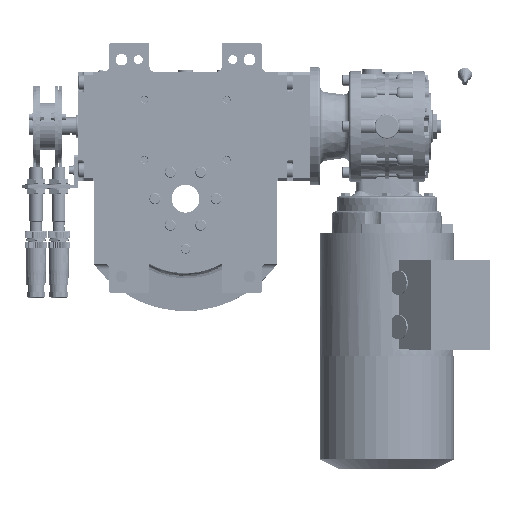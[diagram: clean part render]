
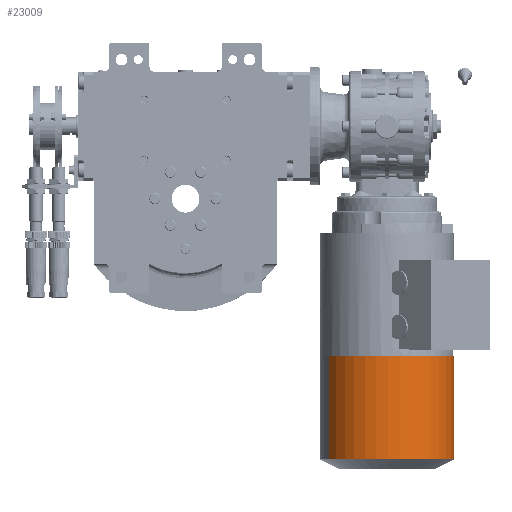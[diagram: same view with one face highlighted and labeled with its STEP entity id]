
A CAD part, front view. The second image highlights one B-rep face of the part: STEP entity #23009.
In plain terms, the highlighted cylindrical face has radius 60.5 mm (diameter 121 mm), a partial arc.
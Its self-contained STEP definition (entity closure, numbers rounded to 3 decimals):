
#4814 = AXIS2_PLACEMENT_3D ( 'NONE', #102298, #166790, #36829 ) ;
#4886 = EDGE_CURVE ( 'NONE', #49301, #105987, #136215, .T. ) ;
#12530 = EDGE_CURVE ( 'NONE', #95975, #126857, #79059, .T. ) ;
#18002 = AXIS2_PLACEMENT_3D ( 'NONE', #98460, #82127, #58809 ) ;
#18077 = CARTESIAN_POINT ( 'NONE',  ( -158.212, -20.922, -58.703 ) ) ;
#22123 = ORIENTED_EDGE ( 'NONE', *, *, #71756, .F. ) ;
#23009 = ADVANCED_FACE ( 'NONE', ( #159061 ), #41162, .T. ) ;
#27522 = CARTESIAN_POINT ( 'NONE',  ( -158.212, 8.35, 58.703 ) ) ;
#35241 = ORIENTED_EDGE ( 'NONE', *, *, #73386, .F. ) ;
#36829 = DIRECTION ( 'NONE',  ( 0., -0.242, -0.97 ) ) ;
#41162 = CYLINDRICAL_SURFACE ( 'NONE', #166784, 60.5 ) ;
#44302 = LINE ( 'NONE', #121887, #115927 ) ;
#48583 = CARTESIAN_POINT ( 'NONE',  ( -158.212, -20.922, -58.703 ) ) ;
#49301 = VERTEX_POINT ( 'NONE', #27522 ) ;
#53539 = EDGE_LOOP ( 'NONE', ( #124691, #35241, #155479, #22123 ) ) ;
#55545 = DIRECTION ( 'NONE',  ( -1., 0., 0. ) ) ;
#58809 = DIRECTION ( 'NONE',  ( 0., 0.242, 0.97 ) ) ;
#60667 = LINE ( 'NONE', #48583, #88911 ) ;
#71756 = EDGE_CURVE ( 'NONE', #126857, #49301, #44302, .T. ) ;
#73386 = EDGE_CURVE ( 'NONE', #105987, #95975, #60667, .T. ) ;
#79059 = CIRCLE ( 'NONE', #4814, 60.5 ) ;
#79121 = DIRECTION ( 'NONE',  ( -1., 0., 0. ) ) ;
#82127 = DIRECTION ( 'NONE',  ( -1., 0., 0. ) ) ;
#88911 = VECTOR ( 'NONE', #113207, 1000. ) ;
#91241 = DIRECTION ( 'NONE',  ( 0., 0.242, 0.97 ) ) ;
#95975 = VERTEX_POINT ( 'NONE', #135000 ) ;
#98460 = CARTESIAN_POINT ( 'NONE',  ( -158.212, -6.286, 0. ) ) ;
#102298 = CARTESIAN_POINT ( 'NONE',  ( -64.811, -6.286, 0. ) ) ;
#105987 = VERTEX_POINT ( 'NONE', #18077 ) ;
#113207 = DIRECTION ( 'NONE',  ( 1., 0., 0. ) ) ;
#115927 = VECTOR ( 'NONE', #55545, 1000. ) ;
#121887 = CARTESIAN_POINT ( 'NONE',  ( -64.811, 8.35, 58.703 ) ) ;
#124691 = ORIENTED_EDGE ( 'NONE', *, *, #12530, .F. ) ;
#126857 = VERTEX_POINT ( 'NONE', #131984 ) ;
#130772 = CARTESIAN_POINT ( 'NONE',  ( -26.951, -6.286, 0. ) ) ;
#131984 = CARTESIAN_POINT ( 'NONE',  ( -64.811, 8.35, 58.703 ) ) ;
#135000 = CARTESIAN_POINT ( 'NONE',  ( -64.811, -20.922, -58.703 ) ) ;
#136215 = CIRCLE ( 'NONE', #18002, 60.5 ) ;
#155479 = ORIENTED_EDGE ( 'NONE', *, *, #4886, .F. ) ;
#159061 = FACE_OUTER_BOUND ( 'NONE', #53539, .T. ) ;
#166784 = AXIS2_PLACEMENT_3D ( 'NONE', #130772, #79121, #91241 ) ;
#166790 = DIRECTION ( 'NONE',  ( 1., 0., 0. ) ) ;
